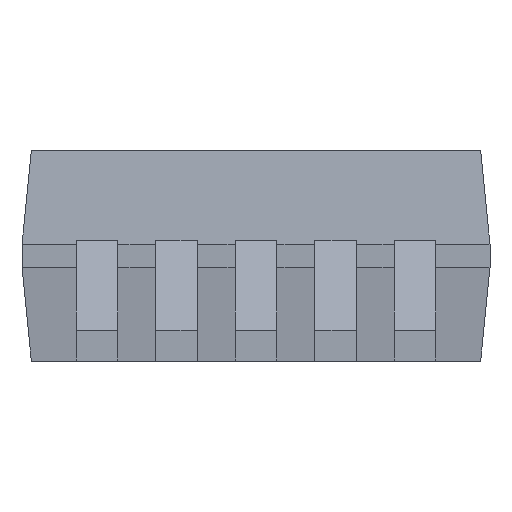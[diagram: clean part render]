
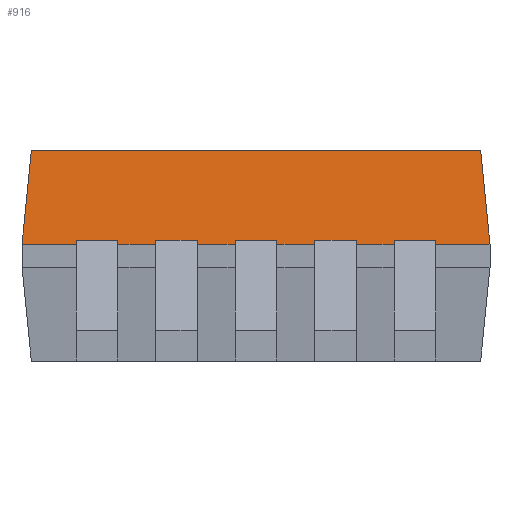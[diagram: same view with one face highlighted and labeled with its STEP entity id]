
A CAD part, front view. The second image highlights one B-rep face of the part: STEP entity #916.
In plain terms, the highlighted planar face has unit normal (0, -0.995, 0.1).
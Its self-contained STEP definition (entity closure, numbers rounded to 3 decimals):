
#467 = VERTEX_POINT('',#468);
#468 = CARTESIAN_POINT('',(0.,4.03,2.5));
#491 = VERTEX_POINT('',#492);
#492 = CARTESIAN_POINT('',(10.,4.03,2.5));
#514 = EDGE_CURVE('',#491,#515,#517,.T.);
#515 = VERTEX_POINT('',#516);
#516 = CARTESIAN_POINT('',(8.845,4.03,2.5));
#517 = LINE('',#518,#519);
#518 = CARTESIAN_POINT('',(10.,4.03,2.5));
#519 = VECTOR('',#520,1.);
#520 = DIRECTION('',(-1.,0.,0.));
#569 = EDGE_CURVE('',#570,#572,#574,.T.);
#570 = VERTEX_POINT('',#571);
#571 = CARTESIAN_POINT('',(7.955,4.03,2.5));
#572 = VERTEX_POINT('',#573);
#573 = CARTESIAN_POINT('',(7.145,4.03,2.5));
#574 = LINE('',#575,#576);
#575 = CARTESIAN_POINT('',(10.,4.03,2.5));
#576 = VECTOR('',#577,1.);
#577 = DIRECTION('',(-1.,0.,0.));
#631 = EDGE_CURVE('',#632,#634,#636,.T.);
#632 = VERTEX_POINT('',#633);
#633 = CARTESIAN_POINT('',(6.255,4.03,2.5));
#634 = VERTEX_POINT('',#635);
#635 = CARTESIAN_POINT('',(5.445,4.03,2.5));
#636 = LINE('',#637,#638);
#637 = CARTESIAN_POINT('',(10.,4.03,2.5));
#638 = VECTOR('',#639,1.);
#639 = DIRECTION('',(-1.,0.,0.));
#693 = EDGE_CURVE('',#694,#696,#698,.T.);
#694 = VERTEX_POINT('',#695);
#695 = CARTESIAN_POINT('',(4.555,4.03,2.5));
#696 = VERTEX_POINT('',#697);
#697 = CARTESIAN_POINT('',(3.745,4.03,2.5));
#698 = LINE('',#699,#700);
#699 = CARTESIAN_POINT('',(10.,4.03,2.5));
#700 = VECTOR('',#701,1.);
#701 = DIRECTION('',(-1.,0.,0.));
#755 = EDGE_CURVE('',#756,#758,#760,.T.);
#756 = VERTEX_POINT('',#757);
#757 = CARTESIAN_POINT('',(2.855,4.03,2.5));
#758 = VERTEX_POINT('',#759);
#759 = CARTESIAN_POINT('',(2.045,4.03,2.5));
#760 = LINE('',#761,#762);
#761 = CARTESIAN_POINT('',(10.,4.03,2.5));
#762 = VECTOR('',#763,1.);
#763 = DIRECTION('',(-1.,0.,0.));
#817 = EDGE_CURVE('',#818,#467,#820,.T.);
#818 = VERTEX_POINT('',#819);
#819 = CARTESIAN_POINT('',(1.155,4.03,2.5));
#820 = LINE('',#821,#822);
#821 = CARTESIAN_POINT('',(10.,4.03,2.5));
#822 = VECTOR('',#823,1.);
#823 = DIRECTION('',(-1.,0.,0.));
#872 = EDGE_CURVE('',#467,#873,#875,.T.);
#873 = VERTEX_POINT('',#874);
#874 = CARTESIAN_POINT('',(0.2,4.23,4.5));
#875 = LINE('',#876,#877);
#876 = CARTESIAN_POINT('',(0.,4.03,2.5));
#877 = VECTOR('',#878,1.);
#878 = DIRECTION('',(0.099,0.099,
    0.99));
#897 = VERTEX_POINT('',#898);
#898 = CARTESIAN_POINT('',(9.8,4.23,4.5));
#906 = EDGE_CURVE('',#897,#491,#907,.T.);
#907 = LINE('',#908,#909);
#908 = CARTESIAN_POINT('',(9.8,4.23,4.5));
#909 = VECTOR('',#910,1.);
#910 = DIRECTION('',(0.099,-0.099,
    -0.99));
#916 = ADVANCED_FACE('',(#917),#963,.F.);
#917 = FACE_BOUND('',#918,.F.);
#918 = EDGE_LOOP('',(#919,#925,#926,#927,#933,#934,#940,#941,#947,#948,
    #954,#955,#961,#962));
#919 = ORIENTED_EDGE('',*,*,#920,.F.);
#920 = EDGE_CURVE('',#897,#873,#921,.T.);
#921 = LINE('',#922,#923);
#922 = CARTESIAN_POINT('',(9.8,4.23,4.5));
#923 = VECTOR('',#924,1.);
#924 = DIRECTION('',(-1.,0.,0.));
#925 = ORIENTED_EDGE('',*,*,#906,.T.);
#926 = ORIENTED_EDGE('',*,*,#514,.T.);
#927 = ORIENTED_EDGE('',*,*,#928,.T.);
#928 = EDGE_CURVE('',#515,#570,#929,.T.);
#929 = LINE('',#930,#931);
#930 = CARTESIAN_POINT('',(10.,4.03,2.5));
#931 = VECTOR('',#932,1.);
#932 = DIRECTION('',(-1.,0.,0.));
#933 = ORIENTED_EDGE('',*,*,#569,.T.);
#934 = ORIENTED_EDGE('',*,*,#935,.T.);
#935 = EDGE_CURVE('',#572,#632,#936,.T.);
#936 = LINE('',#937,#938);
#937 = CARTESIAN_POINT('',(10.,4.03,2.5));
#938 = VECTOR('',#939,1.);
#939 = DIRECTION('',(-1.,0.,0.));
#940 = ORIENTED_EDGE('',*,*,#631,.T.);
#941 = ORIENTED_EDGE('',*,*,#942,.T.);
#942 = EDGE_CURVE('',#634,#694,#943,.T.);
#943 = LINE('',#944,#945);
#944 = CARTESIAN_POINT('',(10.,4.03,2.5));
#945 = VECTOR('',#946,1.);
#946 = DIRECTION('',(-1.,0.,0.));
#947 = ORIENTED_EDGE('',*,*,#693,.T.);
#948 = ORIENTED_EDGE('',*,*,#949,.T.);
#949 = EDGE_CURVE('',#696,#756,#950,.T.);
#950 = LINE('',#951,#952);
#951 = CARTESIAN_POINT('',(10.,4.03,2.5));
#952 = VECTOR('',#953,1.);
#953 = DIRECTION('',(-1.,0.,0.));
#954 = ORIENTED_EDGE('',*,*,#755,.T.);
#955 = ORIENTED_EDGE('',*,*,#956,.T.);
#956 = EDGE_CURVE('',#758,#818,#957,.T.);
#957 = LINE('',#958,#959);
#958 = CARTESIAN_POINT('',(10.,4.03,2.5));
#959 = VECTOR('',#960,1.);
#960 = DIRECTION('',(-1.,0.,0.));
#961 = ORIENTED_EDGE('',*,*,#817,.T.);
#962 = ORIENTED_EDGE('',*,*,#872,.T.);
#963 = PLANE('',#964);
#964 = AXIS2_PLACEMENT_3D('',#965,#966,#967);
#965 = CARTESIAN_POINT('',(5.,4.128,3.483));
#966 = DIRECTION('',(0.,0.995,-0.1)
  );
#967 = DIRECTION('',(0.,0.1,0.995));
